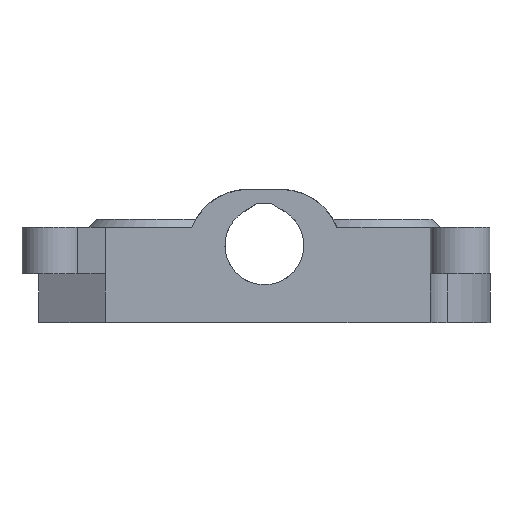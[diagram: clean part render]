
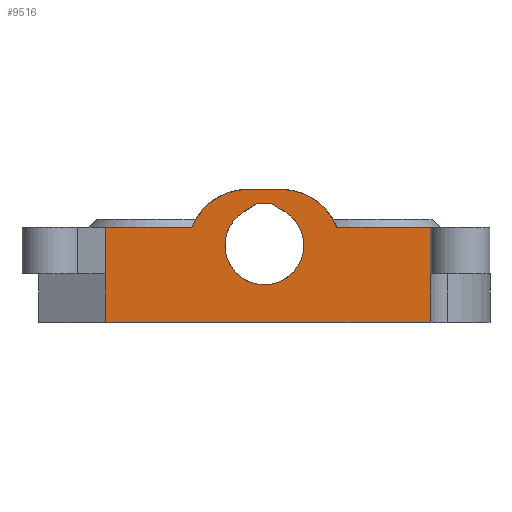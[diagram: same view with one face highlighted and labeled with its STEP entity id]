
A CAD part, front view. The second image highlights one B-rep face of the part: STEP entity #9516.
In plain terms, the highlighted planar face has unit normal (0, -1, 0).
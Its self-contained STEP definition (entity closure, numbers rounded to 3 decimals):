
#1539=LINE('',#18544,#2121);
#1613=LINE('',#19965,#2195);
#1616=LINE('',#19970,#2198);
#1618=LINE('',#19974,#2200);
#1661=LINE('',#20371,#2243);
#1665=LINE('',#20384,#2247);
#1670=LINE('',#20403,#2252);
#1678=LINE('',#20433,#2260);
#1682=LINE('',#20448,#2264);
#1691=LINE('',#20469,#2273);
#1692=LINE('',#20471,#2274);
#2121=VECTOR('',#10420,10.);
#2195=VECTOR('',#10706,10.);
#2198=VECTOR('',#10711,10.);
#2200=VECTOR('',#10715,10.);
#2243=VECTOR('',#10934,10.);
#2247=VECTOR('',#10950,10.);
#2252=VECTOR('',#10969,10.);
#2260=VECTOR('',#11007,10.);
#2264=VECTOR('',#11023,10.);
#2273=VECTOR('',#11052,10.);
#2274=VECTOR('',#11055,10.);
#2371=FACE_BOUND('',#3437,.T.);
#2880=FACE_OUTER_BOUND('',#3436,.T.);
#3436=EDGE_LOOP('',(#8879,#8880,#8881,#8882,#8883,#8884,#8885,#8886,#8887,
#8888));
#3437=EDGE_LOOP('',(#8889,#8890,#8891,#8892));
#3536=CIRCLE('',#9753,7.25);
#3559=CIRCLE('',#9803,11.142);
#3565=CIRCLE('',#9811,11.142);
#4305=VERTEX_POINT('',#18541);
#4306=VERTEX_POINT('',#18543);
#4460=VERTEX_POINT('',#19962);
#4461=VERTEX_POINT('',#19964);
#4462=VERTEX_POINT('',#19968);
#4463=VERTEX_POINT('',#19972);
#4513=VERTEX_POINT('',#20368);
#4514=VERTEX_POINT('',#20370);
#4515=VERTEX_POINT('',#20376);
#4517=VERTEX_POINT('',#20383);
#4522=VERTEX_POINT('',#20395);
#4524=VERTEX_POINT('',#20401);
#4531=VERTEX_POINT('',#20431);
#4536=VERTEX_POINT('',#20447);
#5613=EDGE_CURVE('',#4305,#4306,#1539,.T.);
#5833=EDGE_CURVE('',#4461,#4460,#1613,.T.);
#5836=EDGE_CURVE('',#4460,#4462,#1616,.T.);
#5838=EDGE_CURVE('',#4462,#4463,#1618,.T.);
#5903=EDGE_CURVE('',#4463,#4461,#3536,.T.);
#5943=EDGE_CURVE('',#4514,#4513,#1661,.T.);
#5946=EDGE_CURVE('',#4515,#4514,#3559,.T.);
#5950=EDGE_CURVE('',#4517,#4515,#1665,.T.);
#5957=EDGE_CURVE('',#4513,#4522,#3565,.T.);
#5960=EDGE_CURVE('',#4522,#4524,#1670,.T.);
#5974=EDGE_CURVE('',#4305,#4531,#1678,.T.);
#5981=EDGE_CURVE('',#4306,#4536,#1682,.T.);
#5992=EDGE_CURVE('',#4531,#4517,#1691,.T.);
#5993=EDGE_CURVE('',#4536,#4524,#1692,.T.);
#8879=ORIENTED_EDGE('',*,*,#5960,.T.);
#8880=ORIENTED_EDGE('',*,*,#5993,.F.);
#8881=ORIENTED_EDGE('',*,*,#5981,.F.);
#8882=ORIENTED_EDGE('',*,*,#5613,.F.);
#8883=ORIENTED_EDGE('',*,*,#5974,.T.);
#8884=ORIENTED_EDGE('',*,*,#5992,.T.);
#8885=ORIENTED_EDGE('',*,*,#5950,.T.);
#8886=ORIENTED_EDGE('',*,*,#5946,.T.);
#8887=ORIENTED_EDGE('',*,*,#5943,.T.);
#8888=ORIENTED_EDGE('',*,*,#5957,.T.);
#8889=ORIENTED_EDGE('',*,*,#5838,.T.);
#8890=ORIENTED_EDGE('',*,*,#5903,.T.);
#8891=ORIENTED_EDGE('',*,*,#5833,.T.);
#8892=ORIENTED_EDGE('',*,*,#5836,.T.);
#9006=PLANE('',#9845);
#9516=ADVANCED_FACE('',(#2880,#2371),#9006,.T.);
#9753=AXIS2_PLACEMENT_3D('',#20264,#10825,#10826);
#9803=AXIS2_PLACEMENT_3D('',#20377,#10941,#10942);
#9811=AXIS2_PLACEMENT_3D('',#20397,#10962,#10963);
#9845=AXIS2_PLACEMENT_3D('',#20470,#11053,#11054);
#10420=DIRECTION('',(-1.,0.,0.));
#10706=DIRECTION('',(0.852,0.,0.524));
#10711=DIRECTION('',(1.,0.,0.));
#10715=DIRECTION('',(0.852,0.,-0.524));
#10825=DIRECTION('center_axis',(0.,1.,0.));
#10826=DIRECTION('ref_axis',(-1.,0.,0.));
#10934=DIRECTION('',(-1.,0.,0.));
#10941=DIRECTION('center_axis',(0.,-1.,0.));
#10942=DIRECTION('ref_axis',(0.928,0.,0.372));
#10950=DIRECTION('',(-1.,0.,0.));
#10962=DIRECTION('center_axis',(0.,-1.,0.));
#10963=DIRECTION('ref_axis',(0.,0.,
1.));
#10969=DIRECTION('',(-1.,0.,0.));
#11007=DIRECTION('',(0.,0.,1.));
#11023=DIRECTION('',(0.,0.,1.));
#11052=DIRECTION('',(0.,0.,1.));
#11053=DIRECTION('center_axis',(0.,-1.,0.));
#11054=DIRECTION('ref_axis',(1.,0.,0.));
#11055=DIRECTION('',(0.,0.,1.));
#18541=CARTESIAN_POINT('',(30.5,-23.,0.));
#18543=CARTESIAN_POINT('',(-29.242,-23.,0.));
#18544=CARTESIAN_POINT('',(30.5,-23.,0.));
#19962=CARTESIAN_POINT('',(-1.2,-23.,21.974));
#19964=CARTESIAN_POINT('',(-3.8,-23.,20.374));
#19965=CARTESIAN_POINT('',(-16.274,-23.,12.698));
#19968=CARTESIAN_POINT('',(1.2,-23.,21.974));
#19970=CARTESIAN_POINT('',(-14.021,-23.,21.974));
#19972=CARTESIAN_POINT('',(3.8,-23.,20.374));
#19974=CARTESIAN_POINT('',(-3.635,-23.,24.95));
#20264=CARTESIAN_POINT('Origin',(0.,-23.,
14.2));
#20368=CARTESIAN_POINT('',(-3.,-23.,24.5));
#20370=CARTESIAN_POINT('',(3.,-23.,24.5));
#20371=CARTESIAN_POINT('',(-16.121,-23.,24.5));
#20376=CARTESIAN_POINT('',(13.344,-23.,17.5));
#20377=CARTESIAN_POINT('Origin',(3.,-23.,13.358));
#20383=CARTESIAN_POINT('',(30.5,-23.,17.5));
#20384=CARTESIAN_POINT('',(-7.949,-23.,17.5));
#20395=CARTESIAN_POINT('',(-13.344,-23.,17.5));
#20397=CARTESIAN_POINT('Origin',(-3.,-23.,13.358));
#20401=CARTESIAN_POINT('',(-29.242,-23.,17.5));
#20403=CARTESIAN_POINT('',(-39.269,-23.,17.5));
#20431=CARTESIAN_POINT('',(30.5,-23.,9.));
#20433=CARTESIAN_POINT('',(30.5,-23.,0.));
#20447=CARTESIAN_POINT('',(-29.242,-23.,9.));
#20448=CARTESIAN_POINT('',(-29.242,-23.,0.));
#20469=CARTESIAN_POINT('',(30.5,-23.,0.));
#20470=CARTESIAN_POINT('Origin',(-29.242,-23.,0.));
#20471=CARTESIAN_POINT('',(-29.242,-23.,0.));
